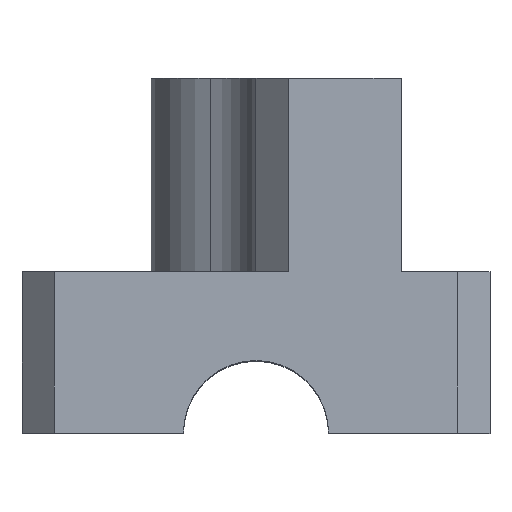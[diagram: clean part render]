
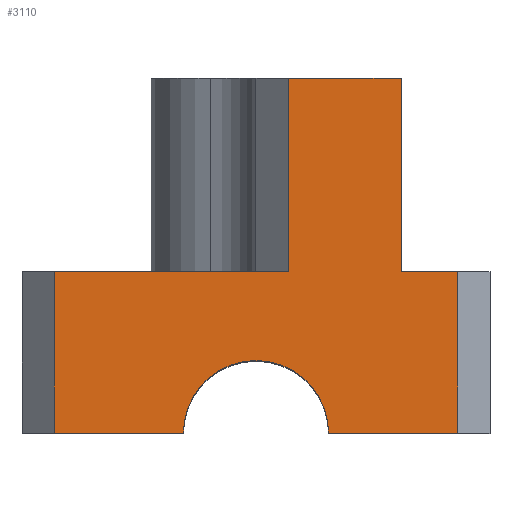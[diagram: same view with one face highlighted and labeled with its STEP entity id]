
A CAD part, top view. The second image highlights one B-rep face of the part: STEP entity #3110.
In plain terms, the highlighted planar face has unit normal (0, 0, 1).
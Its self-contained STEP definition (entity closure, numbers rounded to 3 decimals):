
#401=CARTESIAN_POINT('',(9.,10.,14.5));
#402=VERTEX_POINT('',#401);
#409=CARTESIAN_POINT('',(12.5,10.,14.5));
#410=VERTEX_POINT('',#409);
#411=CARTESIAN_POINT('',(9.,10.,14.5));
#412=DIRECTION('',(1.0,0.0,0.0));
#413=VECTOR('',#412,3.5);
#414=LINE('',#411,#413);
#415=EDGE_CURVE('',#402,#410,#414,.T.);
#1172=CARTESIAN_POINT('',(12.5,0.0,14.5));
#1173=VERTEX_POINT('',#1172);
#1180=CARTESIAN_POINT('',(4.5,0.0,14.5));
#1181=VERTEX_POINT('',#1180);
#1182=CARTESIAN_POINT('',(12.5,0.0,14.5));
#1183=DIRECTION('',(-1.0,0.0,0.0));
#1184=VECTOR('',#1183,8.0);
#1185=LINE('',#1182,#1184);
#1186=EDGE_CURVE('',#1173,#1181,#1185,.T.);
#1726=CARTESIAN_POINT('',(2.,22.,14.5));
#1727=VERTEX_POINT('',#1726);
#1734=CARTESIAN_POINT('',(9.0,22.,14.5));
#1735=VERTEX_POINT('',#1734);
#1736=CARTESIAN_POINT('',(2.,22.,14.5));
#1737=DIRECTION('',(1.0,0.0,0.0));
#1738=VECTOR('',#1737,7.);
#1739=LINE('',#1736,#1738);
#1740=EDGE_CURVE('',#1727,#1735,#1739,.T.);
#1937=CARTESIAN_POINT('',(2.,10.,14.5));
#1938=VERTEX_POINT('',#1937);
#1945=CARTESIAN_POINT('',(2.,10.,14.5));
#1946=DIRECTION('',(0.0,1.0,0.0));
#1947=VECTOR('',#1946,12.);
#1948=LINE('',#1945,#1947);
#1949=EDGE_CURVE('',#1938,#1727,#1948,.T.);
#2123=CARTESIAN_POINT('',(-12.5,10.0,14.5));
#2124=VERTEX_POINT('',#2123);
#2131=CARTESIAN_POINT('',(-12.5,10.0,14.5));
#2132=DIRECTION('',(1.0,0.0,0.0));
#2133=VECTOR('',#2132,14.5);
#2134=LINE('',#2131,#2133);
#2135=EDGE_CURVE('',#2124,#1938,#2134,.T.);
#2623=CARTESIAN_POINT('',(9.,10.,14.5));
#2624=DIRECTION('',(0.0,1.0,0.0));
#2625=VECTOR('',#2624,12.);
#2626=LINE('',#2623,#2625);
#2627=EDGE_CURVE('',#402,#1735,#2626,.T.);
#2943=CARTESIAN_POINT('',(-12.5,0.0,14.5));
#2944=VERTEX_POINT('',#2943);
#2951=CARTESIAN_POINT('',(-12.5,0.0,14.5));
#2952=DIRECTION('',(0.0,1.0,0.0));
#2953=VECTOR('',#2952,10.0);
#2954=LINE('',#2951,#2953);
#2955=EDGE_CURVE('',#2944,#2124,#2954,.T.);
#2973=CARTESIAN_POINT('',(12.5,10.,14.5));
#2974=DIRECTION('',(0.0,-1.0,0.0));
#2975=VECTOR('',#2974,10.);
#2976=LINE('',#2973,#2975);
#2977=EDGE_CURVE('',#410,#1173,#2976,.T.);
#3070=CARTESIAN_POINT('',(-4.5,0.0,14.5));
#3071=VERTEX_POINT('',#3070);
#3072=CARTESIAN_POINT('',(0.0,0.0,14.5));
#3073=DIRECTION('',(0.0,0.0,-1.0));
#3074=DIRECTION('',(1.0,0.0,0.0));
#3075=AXIS2_PLACEMENT_3D('',#3072,#3073,#3074);
#3076=CIRCLE('',#3075,4.5);
#3077=EDGE_CURVE('',#3071,#1181,#3076,.T.);
#3088=CARTESIAN_POINT('',(0.,5.677,14.5));
#3089=DIRECTION('',(0.0,0.0,1.0));
#3090=DIRECTION('',(1.0,0.0,0.0));
#3091=AXIS2_PLACEMENT_3D('',#3088,#3089,#3090);
#3092=PLANE('',#3091);
#3093=ORIENTED_EDGE('',*,*,#2135,.F.);
#3094=ORIENTED_EDGE('',*,*,#2955,.F.);
#3095=CARTESIAN_POINT('',(-4.5,0.0,14.5));
#3096=DIRECTION('',(-1.0,0.0,0.0));
#3097=VECTOR('',#3096,8.);
#3098=LINE('',#3095,#3097);
#3099=EDGE_CURVE('',#3071,#2944,#3098,.T.);
#3100=ORIENTED_EDGE('',*,*,#3099,.F.);
#3101=ORIENTED_EDGE('',*,*,#3077,.T.);
#3102=ORIENTED_EDGE('',*,*,#1186,.F.);
#3103=ORIENTED_EDGE('',*,*,#2977,.F.);
#3104=ORIENTED_EDGE('',*,*,#415,.F.);
#3105=ORIENTED_EDGE('',*,*,#2627,.T.);
#3106=ORIENTED_EDGE('',*,*,#1740,.F.);
#3107=ORIENTED_EDGE('',*,*,#1949,.F.);
#3108=EDGE_LOOP('',(#3093,#3094,#3100,#3101,#3102,#3103,#3104,#3105,#3106,#3107));
#3109=FACE_OUTER_BOUND('',#3108,.T.);
#3110=ADVANCED_FACE('',(#3109),#3092,.T.);
